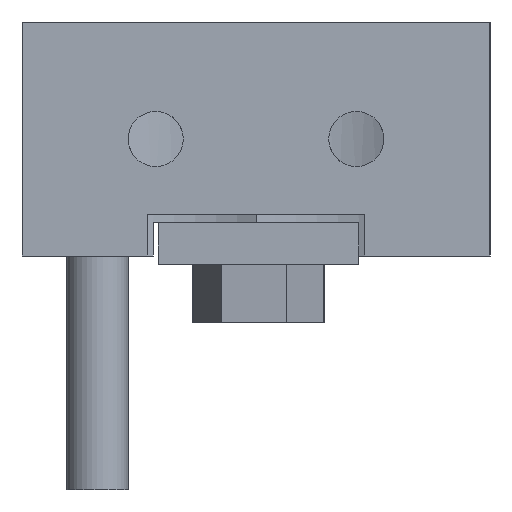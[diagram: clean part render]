
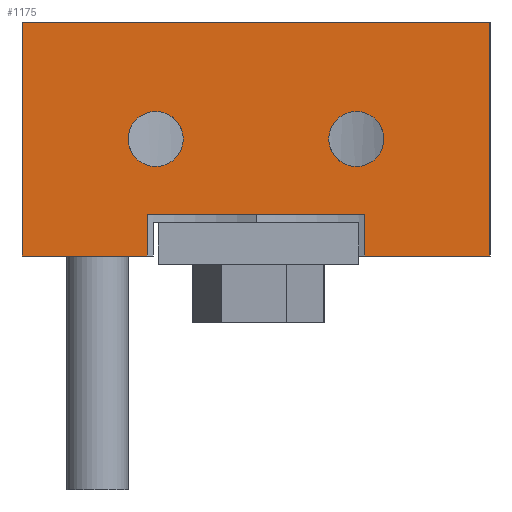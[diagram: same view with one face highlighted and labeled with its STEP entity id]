
A CAD part, left-side view. The second image highlights one B-rep face of the part: STEP entity #1175.
In plain terms, the highlighted planar face has unit normal (-1, 0, 0).
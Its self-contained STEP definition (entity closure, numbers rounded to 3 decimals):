
#29=FACE_BOUND('',#207,.T.);
#30=FACE_BOUND('',#208,.T.);
#51=CIRCLE('',#1224,1.65);
#52=CIRCLE('',#1225,1.65);
#59=CIRCLE('',#1235,1.65);
#60=CIRCLE('',#1236,1.65);
#141=FACE_OUTER_BOUND('',#206,.T.);
#206=EDGE_LOOP('',(#1043,#1044,#1045,#1046,#1047,#1048,#1049,#1050));
#207=EDGE_LOOP('',(#1051,#1052));
#208=EDGE_LOOP('',(#1053,#1054));
#288=LINE('',#1903,#413);
#298=LINE('',#1933,#423);
#325=LINE('',#2004,#450);
#330=LINE('',#2012,#455);
#331=LINE('',#2015,#456);
#333=LINE('',#2019,#458);
#334=LINE('',#2021,#459);
#335=LINE('',#2022,#460);
#413=VECTOR('',#1490,1000.);
#423=VECTOR('',#1518,1000.);
#450=VECTOR('',#1587,1000.);
#455=VECTOR('',#1596,1000.);
#456=VECTOR('',#1599,1000.);
#458=VECTOR('',#1603,1000.);
#459=VECTOR('',#1604,1000.);
#460=VECTOR('',#1605,1000.);
#509=VERTEX_POINT('',#1772);
#510=VERTEX_POINT('',#1774);
#523=VERTEX_POINT('',#1859);
#524=VERTEX_POINT('',#1861);
#537=VERTEX_POINT('',#1896);
#540=VERTEX_POINT('',#1901);
#550=VERTEX_POINT('',#1930);
#551=VERTEX_POINT('',#1932);
#575=VERTEX_POINT('',#2009);
#576=VERTEX_POINT('',#2014);
#577=VERTEX_POINT('',#2018);
#578=VERTEX_POINT('',#2020);
#647=EDGE_CURVE('',#509,#510,#51,.T.);
#648=EDGE_CURVE('',#510,#509,#52,.T.);
#664=EDGE_CURVE('',#523,#524,#59,.T.);
#665=EDGE_CURVE('',#524,#523,#60,.T.);
#684=EDGE_CURVE('',#540,#537,#288,.T.);
#698=EDGE_CURVE('',#551,#550,#298,.T.);
#735=EDGE_CURVE('',#551,#540,#325,.T.);
#740=EDGE_CURVE('',#575,#537,#330,.T.);
#741=EDGE_CURVE('',#575,#576,#331,.T.);
#743=EDGE_CURVE('',#576,#577,#333,.T.);
#744=EDGE_CURVE('',#550,#578,#334,.T.);
#745=EDGE_CURVE('',#577,#578,#335,.T.);
#1043=ORIENTED_EDGE('',*,*,#743,.F.);
#1044=ORIENTED_EDGE('',*,*,#741,.F.);
#1045=ORIENTED_EDGE('',*,*,#740,.T.);
#1046=ORIENTED_EDGE('',*,*,#684,.F.);
#1047=ORIENTED_EDGE('',*,*,#735,.F.);
#1048=ORIENTED_EDGE('',*,*,#698,.T.);
#1049=ORIENTED_EDGE('',*,*,#744,.T.);
#1050=ORIENTED_EDGE('',*,*,#745,.F.);
#1051=ORIENTED_EDGE('',*,*,#665,.F.);
#1052=ORIENTED_EDGE('',*,*,#664,.F.);
#1053=ORIENTED_EDGE('',*,*,#648,.F.);
#1054=ORIENTED_EDGE('',*,*,#647,.F.);
#1117=PLANE('',#1287);
#1175=ADVANCED_FACE('',(#141,#29,#30),#1117,.F.);
#1224=AXIS2_PLACEMENT_3D('',#1775,#1418,#1419);
#1225=AXIS2_PLACEMENT_3D('',#1776,#1420,#1421);
#1235=AXIS2_PLACEMENT_3D('',#1862,#1446,#1447);
#1236=AXIS2_PLACEMENT_3D('',#1863,#1448,#1449);
#1287=AXIS2_PLACEMENT_3D('',#2017,#1601,#1602);
#1418=DIRECTION('center_axis',(-1.,0.,0.));
#1419=DIRECTION('ref_axis',(0.,0.,1.));
#1420=DIRECTION('center_axis',(-1.,0.,0.));
#1421=DIRECTION('ref_axis',(0.,0.,1.));
#1446=DIRECTION('center_axis',(-1.,0.,0.));
#1447=DIRECTION('ref_axis',(0.,0.,1.));
#1448=DIRECTION('center_axis',(-1.,0.,0.));
#1449=DIRECTION('ref_axis',(0.,0.,1.));
#1490=DIRECTION('',(0.,0.,-1.));
#1518=DIRECTION('',(0.,0.,-1.));
#1587=DIRECTION('',(0.,-1.,0.));
#1596=DIRECTION('',(0.,-1.,0.));
#1599=DIRECTION('',(0.,0.,1.));
#1601=DIRECTION('center_axis',(1.,0.,0.));
#1602=DIRECTION('ref_axis',(0.,0.,-1.));
#1603=DIRECTION('',(0.,1.,0.));
#1604=DIRECTION('',(0.,-1.,0.));
#1605=DIRECTION('',(0.,0.,-1.));
#1772=CARTESIAN_POINT('',(-42.094,-4.326,97.35));
#1774=CARTESIAN_POINT('',(-42.094,-4.326,100.65));
#1775=CARTESIAN_POINT('Origin',(-42.094,-4.326,99.));
#1776=CARTESIAN_POINT('Origin',(-42.094,-4.326,99.));
#1859=CARTESIAN_POINT('',(-42.094,7.674,97.35));
#1861=CARTESIAN_POINT('',(-42.094,7.674,100.65));
#1862=CARTESIAN_POINT('Origin',(-42.094,7.674,99.));
#1863=CARTESIAN_POINT('Origin',(-42.094,7.674,99.));
#1896=CARTESIAN_POINT('',(-42.094,-12.326,92.));
#1901=CARTESIAN_POINT('',(-42.094,-12.326,106.));
#1903=CARTESIAN_POINT('',(-42.094,-12.326,106.));
#1930=CARTESIAN_POINT('',(-42.094,15.674,92.));
#1932=CARTESIAN_POINT('',(-42.094,15.674,106.));
#1933=CARTESIAN_POINT('',(-42.094,15.674,106.));
#2004=CARTESIAN_POINT('',(-42.094,-12.326,106.));
#2009=CARTESIAN_POINT('',(-42.094,-4.826,92.));
#2012=CARTESIAN_POINT('',(-42.094,-12.326,92.));
#2014=CARTESIAN_POINT('',(-42.094,-4.826,94.5));
#2015=CARTESIAN_POINT('',(-42.094,-4.826,89.5));
#2017=CARTESIAN_POINT('Origin',(-42.094,-12.326,106.));
#2018=CARTESIAN_POINT('',(-42.094,8.174,94.5));
#2019=CARTESIAN_POINT('',(-42.094,-4.826,94.5));
#2020=CARTESIAN_POINT('',(-42.094,8.174,92.));
#2021=CARTESIAN_POINT('',(-42.094,-12.326,92.));
#2022=CARTESIAN_POINT('',(-42.094,8.174,89.5));
